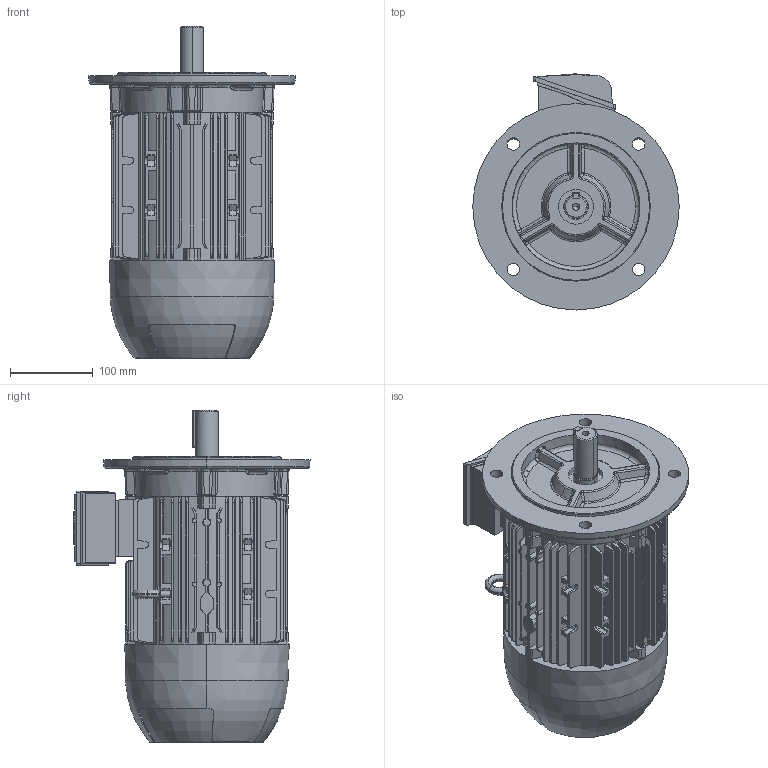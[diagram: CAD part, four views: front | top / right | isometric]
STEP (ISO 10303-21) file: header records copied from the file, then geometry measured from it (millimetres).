
FILE_DESCRIPTION (( 'STEP AP203' ), '1' );
FILE_NAME ('B3T.STEP', '2022-06-10T14:32:25', ( '' ), ( '' ), 'SwSTEP 2.0', 'SolidWorks 2020', '' );
FILE_SCHEMA (( 'CONFIG_CONTROL_DESIGN' ));
Length unit declared in the file: millimetre
Products named in the file (9): 00404_50.5307.044; 105032001_10.5032.019- 8 x 7 x 45; 105012066; 500014967_L; 00396; 00395_10.5007.074; 105035134_50.5007.680; B3T; 00411_50.5203.029
Assembly tree (9 placements, depth 2):
  B3T
    00411_50.5203.029
    105032001_10.5032.019- 8 x 7 x 45
    105035134_50.5007.680
    500014967_L
    105012066  x2
    00396
    00395_10.5007.074
    00404_50.5307.044
Bounding box: 249.9 x 285.87 x 402 mm (x, y, z)
Volume: 9503444.7 mm3; surface area: 664540.3 mm2
Topology: 9 solids, 9 shells, 1576 faces, 4216 edges, 2672 vertices
Faces by surface type: plane 800, cylinder 446, bspline 164, torus 95, cone 63, sphere 8
Entity records: 54916 total; most frequent: CARTESIAN_POINT 17356, ORIENTED_EDGE 8170, DIRECTION 7143, EDGE_CURVE 4085, VERTEX_POINT 2623, AXIS2_PLACEMENT_3D 2422, VECTOR 2299, LINE 2299
